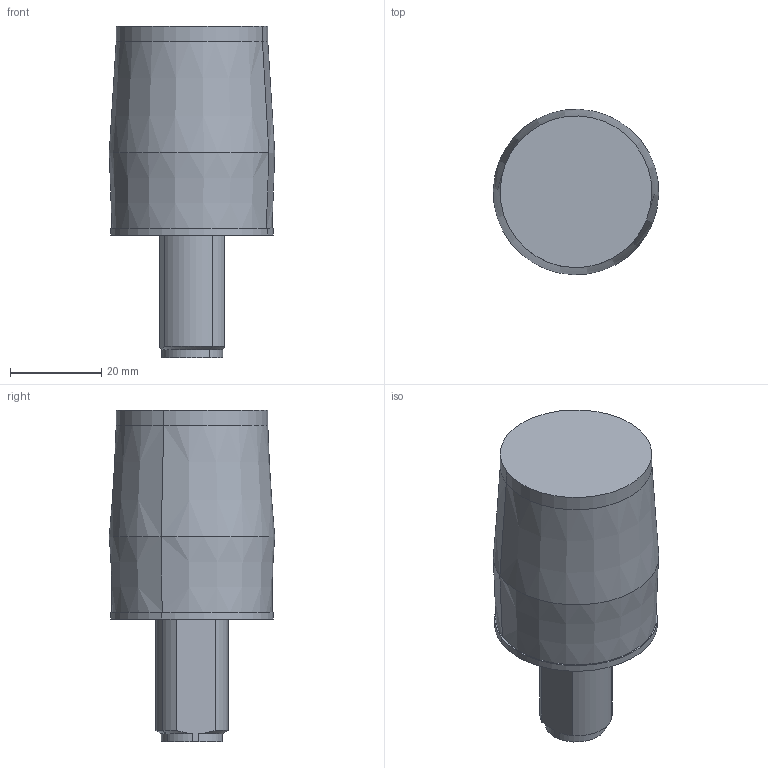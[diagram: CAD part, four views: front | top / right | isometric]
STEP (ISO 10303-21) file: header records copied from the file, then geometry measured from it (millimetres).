
FILE_DESCRIPTION(('CATIA V5 STEP Exchange','CAx-IF Rec.Pracs.--- Model Styling and Organization---1.4--- 2014-01-23'),'2;1');
FILE_NAME ('D1488378_1_2788110000_S3D_IE_ANT_WL_DB_SISO_LO_NF.stp','2021-06-02T13:04:10+00:00',('none'),('Weidmueller'),'CATIA Version 5-6 Release 2016 SP3 HF44','CATIA V5 STEP AP214','none');
FILE_SCHEMA(('AUTOMOTIVE_DESIGN { 1 0 10303 214 1 1 1 1 }'));
Length unit declared in the file: millimetre
Products named in the file (1): S3D_IE_ANT_WL_DB_SISO_LO_NF
Bounding box: 36.35 x 36.35 x 72.83 mm (x, y, z)
Volume: 49295.8 mm3; surface area: 8634.9 mm2
Topology: 2 solids, 2 shells, 27 faces, 58 edges, 36 vertices
Faces by surface type: cylinder 12, cone 8, plane 7
Entity records: 712 total; most frequent: CARTESIAN_POINT 125, ORIENTED_EDGE 116, DIRECTION 82, EDGE_CURVE 58, AXIS2_PLACEMENT_3D 43, VERTEX_POINT 36, CIRCLE 28, EDGE_LOOP 28
